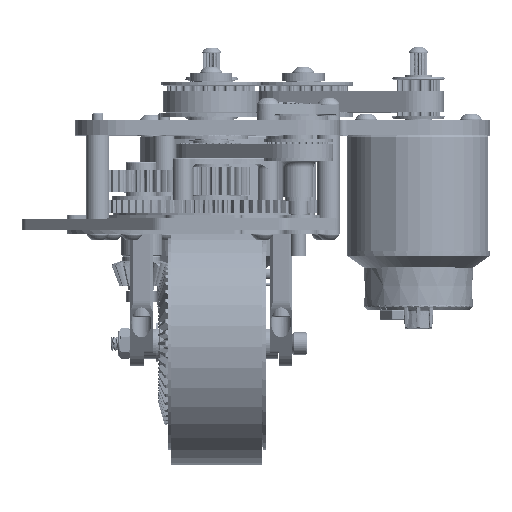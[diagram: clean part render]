
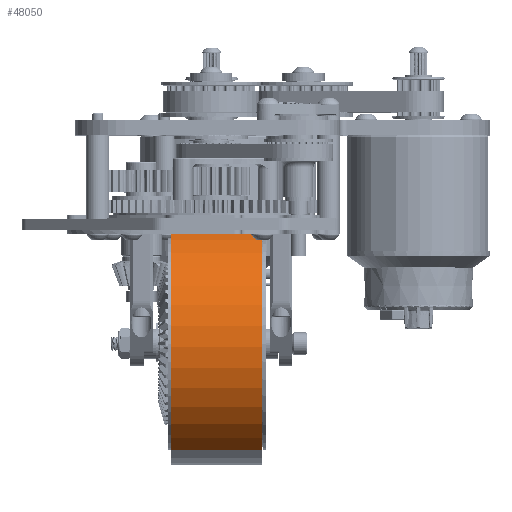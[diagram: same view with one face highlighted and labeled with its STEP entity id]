
A CAD part, top view. The second image highlights one B-rep face of the part: STEP entity #48050.
In plain terms, the highlighted cylindrical face has radius 50.8 mm (diameter 101.6 mm), a partial arc.
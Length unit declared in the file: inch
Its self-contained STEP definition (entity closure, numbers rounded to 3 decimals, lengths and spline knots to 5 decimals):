
#1413 = CARTESIAN_POINT ( 'NONE',  ( 0.75, 0., -2. ) ) ;
#3183 = ORIENTED_EDGE ( 'NONE', *, *, #158626, .F. ) ;
#4007 = CIRCLE ( 'NONE', #229140, 2. ) ;
#7387 = DIRECTION ( 'NONE',  ( 0., 0., -1. ) ) ;
#8065 = CARTESIAN_POINT ( 'NONE',  ( 0.75, 0., -2. ) ) ;
#10454 = CARTESIAN_POINT ( 'NONE',  ( -0.75, 0., -2. ) ) ;
#16443 = VERTEX_POINT ( 'NONE', #8065 ) ;
#24650 = CARTESIAN_POINT ( 'NONE',  ( -0.75, 0., 0. ) ) ;
#26975 = CIRCLE ( 'NONE', #63762, 2. ) ;
#37492 = DIRECTION ( 'NONE',  ( -1., 0., 0. ) ) ;
#44717 = AXIS2_PLACEMENT_3D ( 'NONE', #209423, #124469, #212229 ) ;
#48050 = ADVANCED_FACE ( 'NONE', ( #104296 ), #100051, .T. ) ;
#49614 = EDGE_CURVE ( 'NONE', #16443, #202538, #198516, .T. ) ;
#51129 = CARTESIAN_POINT ( 'NONE',  ( -0.75, 0., 2. ) ) ;
#55188 = VECTOR ( 'NONE', #245993, 39.37008 ) ;
#63762 = AXIS2_PLACEMENT_3D ( 'NONE', #24650, #112434, #200215 ) ;
#87466 = EDGE_LOOP ( 'NONE', ( #111955, #138417, #113262, #3183 ) ) ;
#100051 = CYLINDRICAL_SURFACE ( 'NONE', #44717, 2. ) ;
#104296 = FACE_OUTER_BOUND ( 'NONE', #87466, .T. ) ;
#111955 = ORIENTED_EDGE ( 'NONE', *, *, #125658, .F. ) ;
#112434 = DIRECTION ( 'NONE',  ( 1., 0., 0. ) ) ;
#113262 = ORIENTED_EDGE ( 'NONE', *, *, #125590, .T. ) ;
#124469 = DIRECTION ( 'NONE',  ( -1., 0., 0. ) ) ;
#125590 = EDGE_CURVE ( 'NONE', #202538, #283869, #26975, .T. ) ;
#125658 = EDGE_CURVE ( 'NONE', #16443, #195307, #4007, .T. ) ;
#138417 = ORIENTED_EDGE ( 'NONE', *, *, #49614, .T. ) ;
#158626 = EDGE_CURVE ( 'NONE', #195307, #283869, #261919, .T. ) ;
#170658 = CARTESIAN_POINT ( 'NONE',  ( 0.75, 0., 2. ) ) ;
#175741 = VECTOR ( 'NONE', #37492, 39.37008 ) ;
#195307 = VERTEX_POINT ( 'NONE', #170658 ) ;
#198516 = LINE ( 'NONE', #1413, #55188 ) ;
#200215 = DIRECTION ( 'NONE',  ( 0., 0., -1. ) ) ;
#202538 = VERTEX_POINT ( 'NONE', #10454 ) ;
#209423 = CARTESIAN_POINT ( 'NONE',  ( 0.75, 0., 0. ) ) ;
#212229 = DIRECTION ( 'NONE',  ( 0., 0., 1. ) ) ;
#212976 = CARTESIAN_POINT ( 'NONE',  ( 0.75, 0., 2. ) ) ;
#229140 = AXIS2_PLACEMENT_3D ( 'NONE', #251971, #272176, #7387 ) ;
#245993 = DIRECTION ( 'NONE',  ( -1., 0., 0. ) ) ;
#251971 = CARTESIAN_POINT ( 'NONE',  ( 0.75, 0., 0. ) ) ;
#261919 = LINE ( 'NONE', #212976, #175741 ) ;
#272176 = DIRECTION ( 'NONE',  ( 1., 0., 0. ) ) ;
#283869 = VERTEX_POINT ( 'NONE', #51129 ) ;
